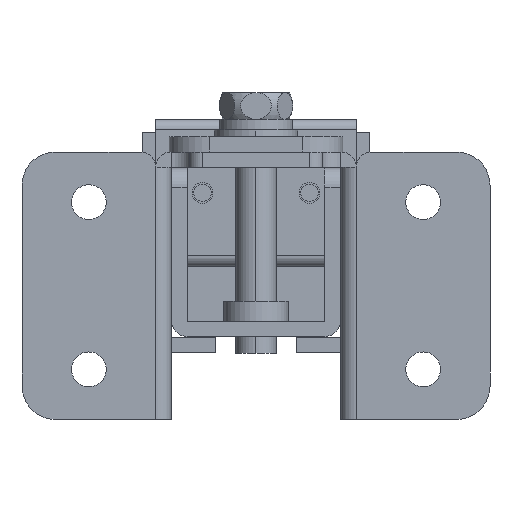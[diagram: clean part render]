
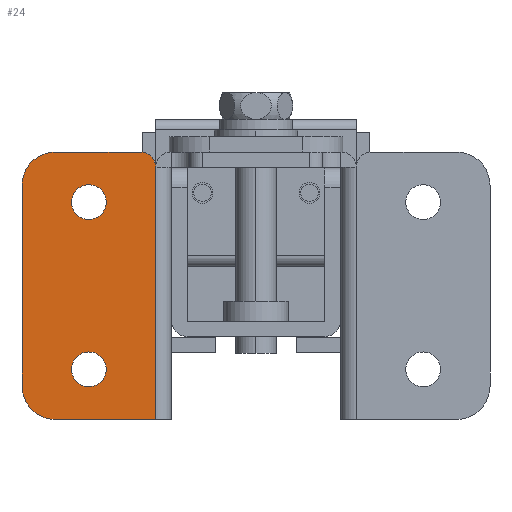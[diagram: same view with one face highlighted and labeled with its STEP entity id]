
A CAD part, front view. The second image highlights one B-rep face of the part: STEP entity #24.
In plain terms, the highlighted planar face has unit normal (0, -1, 0).
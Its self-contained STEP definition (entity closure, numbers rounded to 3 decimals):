
#24 = ADVANCED_FACE ( 'NONE', ( #9419, #9424, #9425 ), #4592, .F. ) ;
#579 = CARTESIAN_POINT ( 'NONE',  ( -25., 0., -12.5 ) ) ;
#586 = LINE ( 'NONE', #587, #9751 ) ;
#587 = CARTESIAN_POINT ( 'NONE',  ( -15., 0., 15. ) ) ;
#588 = DIRECTION ( 'NONE',  ( 0., 0., 1. ) ) ;
#589 = DIRECTION ( 'NONE',  ( 0., 1., 0. ) ) ;
#590 = DIRECTION ( 'NONE',  ( 0., 0., 1. ) ) ;
#591 = CARTESIAN_POINT ( 'NONE',  ( -17.3, 0., 17.7 ) ) ;
#592 = DIRECTION ( 'NONE',  ( 0., -1., 0. ) ) ;
#593 = DIRECTION ( 'NONE',  ( 0., 0., 1. ) ) ;
#600 = CARTESIAN_POINT ( 'NONE',  ( -30., 0., -15. ) ) ;
#601 = LINE ( 'NONE', #602, #9754 ) ;
#602 = CARTESIAN_POINT ( 'NONE',  ( -30., 0., 20. ) ) ;
#603 = DIRECTION ( 'NONE',  ( 1., 0., 0. ) ) ;
#607 = LINE ( 'NONE', #608, #9757 ) ;
#608 = CARTESIAN_POINT ( 'NONE',  ( -35., 0., -15. ) ) ;
#609 = DIRECTION ( 'NONE',  ( 0., 0., 1. ) ) ;
#610 = DIRECTION ( 'NONE',  ( 0., 1., 0. ) ) ;
#611 = DIRECTION ( 'NONE',  ( 0., 0., 1. ) ) ;
#612 = CARTESIAN_POINT ( 'NONE',  ( -25., 0., 12.5 ) ) ;
#613 = DIRECTION ( 'NONE',  ( 0., 1., 0. ) ) ;
#614 = DIRECTION ( 'NONE',  ( 0., 0., 1. ) ) ;
#616 = LINE ( 'NONE', #617, #9760 ) ;
#617 = CARTESIAN_POINT ( 'NONE',  ( -30., 0., -20. ) ) ;
#618 = DIRECTION ( 'NONE',  ( -1., 0., 0. ) ) ;
#621 = CARTESIAN_POINT ( 'NONE',  ( -30., 0., 15. ) ) ;
#625 = DIRECTION ( 'NONE',  ( 0., 1., 0. ) ) ;
#626 = DIRECTION ( 'NONE',  ( 0., 0., 1. ) ) ;
#1040 = AXIS2_PLACEMENT_3D ( 'NONE', #5845, #5846, #5847 ) ;
#1133 = AXIS2_PLACEMENT_3D ( 'NONE', #6088, #6089, #6090 ) ;
#1596 = CIRCLE ( 'NONE', #1040, 2.6 ) ;
#1607 = CIRCLE ( 'NONE', #1133, 2.6 ) ;
#1979 = EDGE_CURVE ( 'NONE', #4410, #4409, #586, .T. ) ;
#1980 = EDGE_CURVE ( 'NONE', #4696, #4691, #2205, .T. ) ;
#1981 = EDGE_CURVE ( 'NONE', #4409, #4408, #2214, .T. ) ;
#1984 = EDGE_CURVE ( 'NONE', #4407, #4408, #601, .T. ) ;
#1986 = EDGE_CURVE ( 'NONE', #4405, #4406, #607, .T. ) ;
#1987 = EDGE_CURVE ( 'NONE', #4404, #4405, #2217, .T. ) ;
#1988 = EDGE_CURVE ( 'NONE', #4713, #4694, #2218, .T. ) ;
#1989 = EDGE_CURVE ( 'NONE', #4410, #4404, #616, .T. ) ;
#1992 = EDGE_CURVE ( 'NONE', #4406, #4407, #2220, .T. ) ;
#2205 = CIRCLE ( 'NONE', #9750, 2.6 ) ;
#2214 = CIRCLE ( 'NONE', #9752, 2.3 ) ;
#2217 = CIRCLE ( 'NONE', #9756, 5. ) ;
#2218 = CIRCLE ( 'NONE', #9758, 2.6 ) ;
#2220 = CIRCLE ( 'NONE', #9761, 5. ) ;
#2879 = ORIENTED_EDGE ( 'NONE', *, *, #1992, .F. ) ;
#2880 = ORIENTED_EDGE ( 'NONE', *, *, #1981, .T. ) ;
#2881 = ORIENTED_EDGE ( 'NONE', *, *, #1984, .F. ) ;
#2882 = ORIENTED_EDGE ( 'NONE', *, *, #1979, .T. ) ;
#2883 = ORIENTED_EDGE ( 'NONE', *, *, #1980, .T. ) ;
#2884 = ORIENTED_EDGE ( 'NONE', *, *, #9225, .T. ) ;
#2886 = ORIENTED_EDGE ( 'NONE', *, *, #1988, .T. ) ;
#2893 = ORIENTED_EDGE ( 'NONE', *, *, #1987, .F. ) ;
#2894 = ORIENTED_EDGE ( 'NONE', *, *, #1989, .F. ) ;
#2895 = ORIENTED_EDGE ( 'NONE', *, *, #9278, .T. ) ;
#2898 = ORIENTED_EDGE ( 'NONE', *, *, #1986, .F. ) ;
#2964 = EDGE_LOOP ( 'NONE', ( #2884, #2883 ) ) ;
#2965 = EDGE_LOOP ( 'NONE', ( #2882, #2880, #2881, #2879, #2898, #2893, #2894 ) ) ;
#2966 = EDGE_LOOP ( 'NONE', ( #2895, #2886 ) ) ;
#4404 = VERTEX_POINT ( 'NONE', #7536 ) ;
#4405 = VERTEX_POINT ( 'NONE', #7537 ) ;
#4406 = VERTEX_POINT ( 'NONE', #7538 ) ;
#4407 = VERTEX_POINT ( 'NONE', #7539 ) ;
#4408 = VERTEX_POINT ( 'NONE', #7540 ) ;
#4409 = VERTEX_POINT ( 'NONE', #7541 ) ;
#4410 = VERTEX_POINT ( 'NONE', #7542 ) ;
#4592 = PLANE ( 'NONE',  #9420 ) ;
#4599 = CARTESIAN_POINT ( 'NONE',  ( -30., 0., 15. ) ) ;
#4600 = DIRECTION ( 'NONE',  ( 0., 1., 0. ) ) ;
#4601 = DIRECTION ( 'NONE',  ( 0., 0., 1. ) ) ;
#4691 = VERTEX_POINT ( 'NONE', #7597 ) ;
#4694 = VERTEX_POINT ( 'NONE', #7600 ) ;
#4696 = VERTEX_POINT ( 'NONE', #7602 ) ;
#4713 = VERTEX_POINT ( 'NONE', #7619 ) ;
#5845 = CARTESIAN_POINT ( 'NONE',  ( -25., 0., -12.5 ) ) ;
#5846 = DIRECTION ( 'NONE',  ( 0., 1., 0. ) ) ;
#5847 = DIRECTION ( 'NONE',  ( 0., 0., 1. ) ) ;
#6088 = CARTESIAN_POINT ( 'NONE',  ( -25., 0., 12.5 ) ) ;
#6089 = DIRECTION ( 'NONE',  ( 0., 1., 0. ) ) ;
#6090 = DIRECTION ( 'NONE',  ( 0., 0., 1. ) ) ;
#7536 = CARTESIAN_POINT ( 'NONE',  ( -30., 0., -20. ) ) ;
#7537 = CARTESIAN_POINT ( 'NONE',  ( -35., 0., -15. ) ) ;
#7538 = CARTESIAN_POINT ( 'NONE',  ( -35., 0., 15. ) ) ;
#7539 = CARTESIAN_POINT ( 'NONE',  ( -30., 0., 20. ) ) ;
#7540 = CARTESIAN_POINT ( 'NONE',  ( -17.3, 0., 20. ) ) ;
#7541 = CARTESIAN_POINT ( 'NONE',  ( -15., 0., 17.7 ) ) ;
#7542 = CARTESIAN_POINT ( 'NONE',  ( -15., 0., -20. ) ) ;
#7597 = CARTESIAN_POINT ( 'NONE',  ( -25., 0., -15.1 ) ) ;
#7600 = CARTESIAN_POINT ( 'NONE',  ( -25., 0., 9.9 ) ) ;
#7602 = CARTESIAN_POINT ( 'NONE',  ( -25., 0., -9.9 ) ) ;
#7619 = CARTESIAN_POINT ( 'NONE',  ( -25., 0., 15.1 ) ) ;
#9225 = EDGE_CURVE ( 'NONE', #4691, #4696, #1596, .T. ) ;
#9278 = EDGE_CURVE ( 'NONE', #4694, #4713, #1607, .T. ) ;
#9419 = FACE_BOUND ( 'NONE', #2964, .T. ) ;
#9420 = AXIS2_PLACEMENT_3D ( 'NONE', #4599, #4600, #4601 ) ;
#9424 = FACE_OUTER_BOUND ( 'NONE', #2965, .T. ) ;
#9425 = FACE_BOUND ( 'NONE', #2966, .T. ) ;
#9750 = AXIS2_PLACEMENT_3D ( 'NONE', #579, #589, #590 ) ;
#9751 = VECTOR ( 'NONE', #588, 1000. ) ;
#9752 = AXIS2_PLACEMENT_3D ( 'NONE', #591, #592, #593 ) ;
#9754 = VECTOR ( 'NONE', #603, 1000. ) ;
#9756 = AXIS2_PLACEMENT_3D ( 'NONE', #600, #610, #611 ) ;
#9757 = VECTOR ( 'NONE', #609, 1000. ) ;
#9758 = AXIS2_PLACEMENT_3D ( 'NONE', #612, #613, #614 ) ;
#9760 = VECTOR ( 'NONE', #618, 1000. ) ;
#9761 = AXIS2_PLACEMENT_3D ( 'NONE', #621, #625, #626 ) ;
